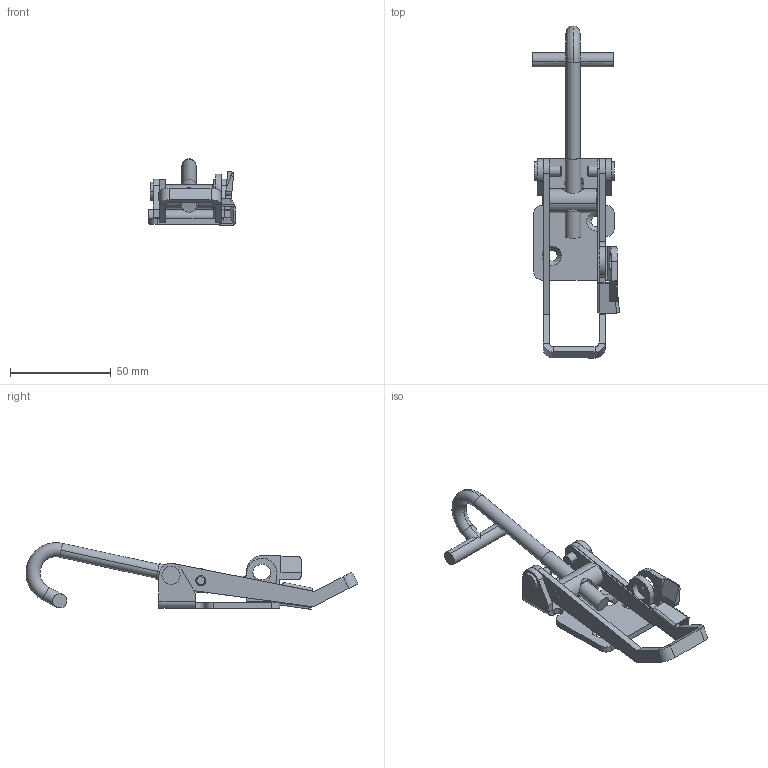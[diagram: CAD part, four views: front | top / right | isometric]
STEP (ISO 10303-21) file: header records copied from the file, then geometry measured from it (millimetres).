
FILE_DESCRIPTION (( 'STEP AP214' ), '1' );
FILE_NAME ('542764 - 704 BTLC Stainless steel with Safety catch and Friction T-screw.STEP', '2016-09-13T09:27:58', ( '' ), ( '' ), 'SwSTEP 2.0', 'SolidWorks 2015', '' );
FILE_SCHEMA (( 'AUTOMOTIVE_DESIGN' ));
Length unit declared in the file: millimetre
Products named in the file (17): 704 - Rivet Gradin; 74123 - Bygel 704 RF L廛鐷la; 74286 - Platta 704 LC RF Spärr; 74086 - B鐱d T-skruv 703 RF; 704 - Safety Catch; Friction ring Stainless; 703 - Rulle RF; 542764 - 704 BTLC Stainless steel with Safety catch and Friction T-screw; 64171 - Rulle 703 RF med nylon ring
Assembly tree (9 placements, depth 3):
  74086 - B鐱d T-skruv 703 RF
  704 - Safety Catch
  Friction ring Stainless
  703 - Rulle RF
  704 - Rivet Gradin
Bounding box: 42.94 x 164.58 x 33.05 mm (x, y, z)
Volume: 25503.5 mm3; surface area: 21390.8 mm2
Topology: 8 solids, 8 shells, 230 faces, 534 edges, 328 vertices
Faces by surface type: plane 109, cylinder 101, cone 16, bspline 2, torus 2
Entity records: 6975 total; most frequent: CARTESIAN_POINT 1329, DIRECTION 1162, ORIENTED_EDGE 1024, EDGE_CURVE 512, AXIS2_PLACEMENT_3D 433, VERTEX_POINT 314, VECTOR 296, LINE 296
